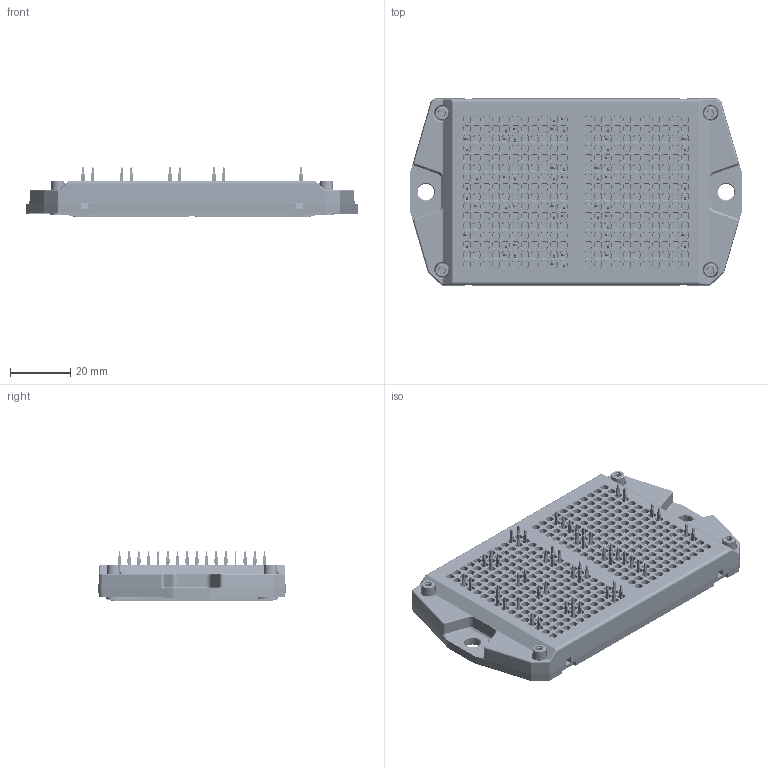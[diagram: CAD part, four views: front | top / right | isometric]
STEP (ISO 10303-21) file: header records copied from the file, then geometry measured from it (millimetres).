
FILE_DESCRIPTION(/* description */ ('Unknown'),/* implementation_level */ '2;1');
FILE_NAME(/* name */ 'FlowE3-4T12T-PG80(580)-01-OL',/* time_stamp */ '2023-03-01T18:03:46+01:00',/* author */ ('Unknown'),/* organization */ ('Unknown'),/* preprocessor_version */ 'ST-DEVELOPER v18.102',/* originating_system */ 'Solid Edge',/* authorisation */ 'Unknown');
FILE_SCHEMA (('AUTOMOTIVE_DESIGN {1 0 10303 214 3 1 1}'));
Products named in the file (1): FlowE3-4T12T-PG80(xxxx)-01-OL_simplified
Bounding box: 109.9 x 62 x 16.43 mm (x, y, z)
Volume: 63922.5 mm3; surface area: 30809.6 mm2
Topology: 1 solids, 59 shells, 8637 faces, 21187 edges, 13092 vertices
Faces by surface type: plane 4630, cylinder 2218, bspline 1571, cone 172, torus 28, sphere 18
Full cylindrical faces by diameter (mm): 1 x58
Entity records: 327414 total; most frequent: CARTESIAN_POINT 79100, ORIENTED_EDGE 42098, DIRECTION 32687, EDGE_CURVE 21049, VERTEX_POINT 13070, LINE 11601, VECTOR 11601, AXIS2_PLACEMENT_3D 10543
